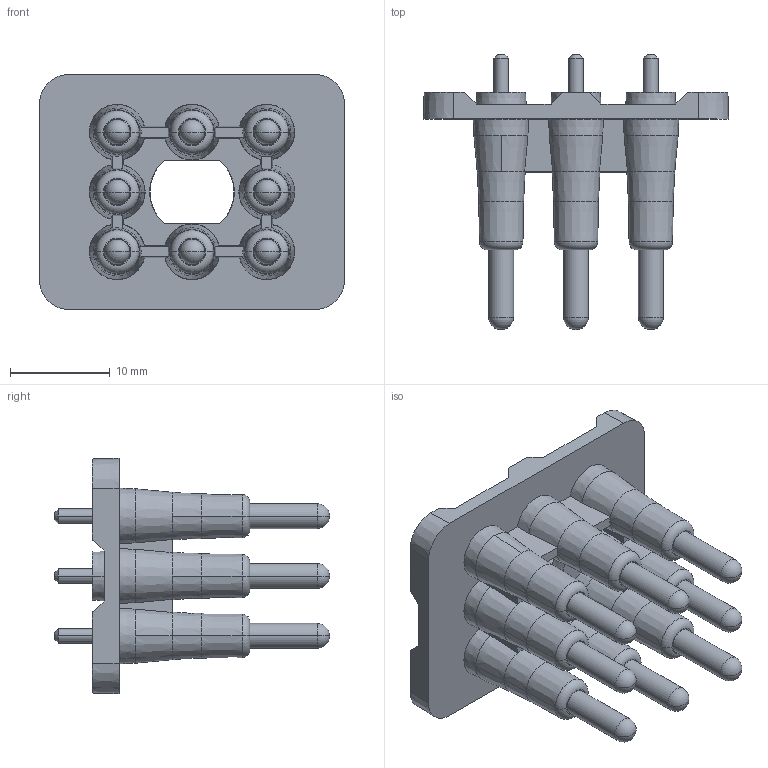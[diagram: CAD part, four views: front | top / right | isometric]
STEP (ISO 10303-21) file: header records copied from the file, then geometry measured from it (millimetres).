
FILE_DESCRIPTION((''),'2;1');
FILE_NAME('HQ-008_0-PCB','2017-10-19T',('sx.huang'),(''),'PRO/ENGINEER BY PARAMETRIC TECHNOLOGY CORPORATION, 2012480','PRO/ENGINEER BY PARAMETRIC TECHNOLOGY CORPORATION, 2012480','');
FILE_SCHEMA(('AUTOMOTIVE_DESIGN { 1 0 10303 214 1 1 1 1 }'));
Length unit declared in the file: millimetre
Products named in the file (1): HQ-008_0-PCB
Bounding box: 30.6 x 27.6 x 23.6 mm (x, y, z)
Volume: 3217 mm3; surface area: 6039.9 mm2
Topology: 1 solids, 1 shells, 449 faces, 1086 edges, 655 vertices
Faces by surface type: cone 207, plane 128, cylinder 66, torus 32, sphere 16
Entity records: 16861 total; most frequent: CARTESIAN_POINT 2956, DIRECTION 2345, ORIENTED_EDGE 2140, PRESENTATION_STYLE_ASSIGNMENT 1071, STYLED_ITEM 1071, CURVE_STYLE 1070, EDGE_CURVE 1070, AXIS2_PLACEMENT_3D 960
